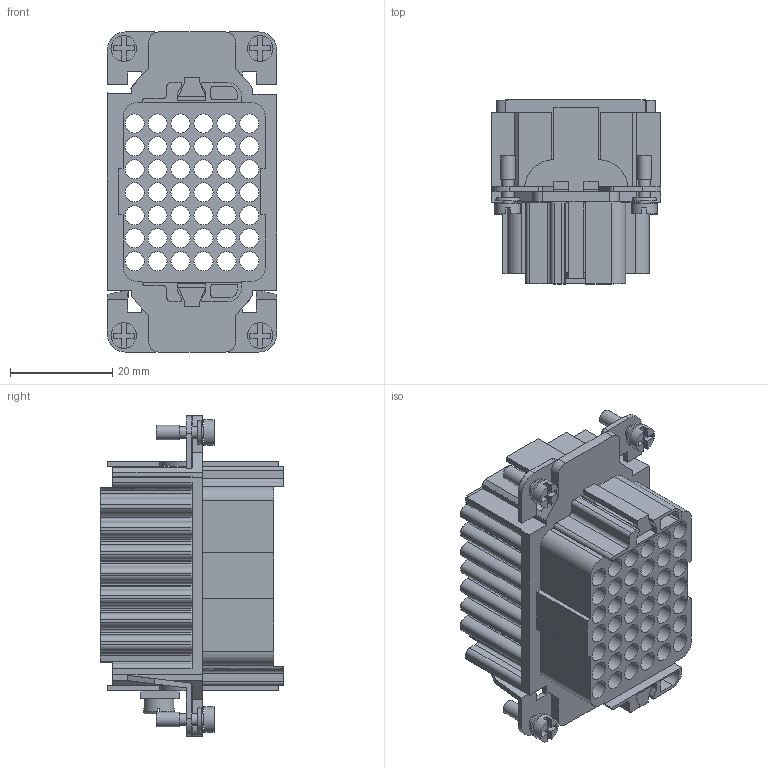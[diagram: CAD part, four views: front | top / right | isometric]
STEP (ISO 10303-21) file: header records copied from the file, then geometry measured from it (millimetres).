
FILE_DESCRIPTION (( 'STEP AP214' ), '1' );
FILE_NAME ('ZP-10B-42-FC-INSERT.STEP', '2011-11-18T20:40:49', ( '.ADC' ), ( 'ADC' ), 'SwSTEP 2.0', 'SolidWorks 2011', '' );
FILE_SCHEMA (( 'AUTOMOTIVE_DESIGN' ));
Length unit declared in the file: millimetre
Products named in the file (1): ZP-10B-42-FC-INSERT
Bounding box: 33.25 x 36 x 62.75 mm (x, y, z)
Volume: 23431.1 mm3; surface area: 30572.4 mm2
Topology: 7 solids, 7 shells, 517 faces, 1434 edges, 954 vertices
Faces by surface type: plane 339, bspline 89, cylinder 81, cone 4, torus 4
Full cylindrical faces by diameter (mm): 2.324 x8, 2.5 x4, 2.85 x4, 3 x2, 3.75 x42, 5.02 x4, 6 x1
Entity records: 22028 total; most frequent: CARTESIAN_POINT 4021, ORIENTED_EDGE 2718, DIRECTION 2219, EDGE_CURVE 1359, VECTOR 975, LINE 975, VERTEX_POINT 948, EDGE_LOOP 705
